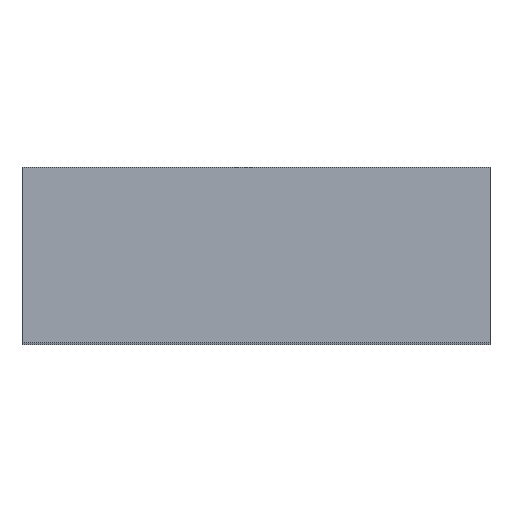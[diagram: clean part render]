
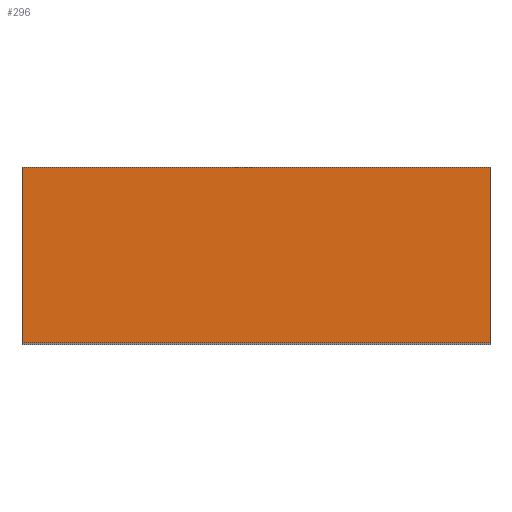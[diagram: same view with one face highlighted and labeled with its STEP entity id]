
A CAD part, top view. The second image highlights one B-rep face of the part: STEP entity #296.
In plain terms, the highlighted planar face has unit normal (0, 0, 1).
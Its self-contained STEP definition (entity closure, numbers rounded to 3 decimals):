
#20 = VECTOR ( 'NONE', #312, 1000. ) ;
#28 = CARTESIAN_POINT ( 'NONE',  ( -2., 1.5, 6. ) ) ;
#29 = LINE ( 'NONE', #28, #94 ) ;
#36 = VERTEX_POINT ( 'NONE', #624 ) ;
#38 = EDGE_CURVE ( 'NONE', #36, #573, #29, .T. ) ;
#94 = VECTOR ( 'NONE', #193, 1000. ) ;
#113 = LINE ( 'NONE', #120, #522 ) ;
#120 = CARTESIAN_POINT ( 'NONE',  ( -2., 0., 6. ) ) ;
#150 = ORIENTED_EDGE ( 'NONE', *, *, #454, .T. ) ;
#169 = CARTESIAN_POINT ( 'NONE',  ( -2., 1.5, 6. ) ) ;
#193 = DIRECTION ( 'NONE',  ( -1., 0., 0. ) ) ;
#202 = ORIENTED_EDGE ( 'NONE', *, *, #38, .T. ) ;
#228 = ORIENTED_EDGE ( 'NONE', *, *, #371, .T. ) ;
#241 = LINE ( 'NONE', #310, #20 ) ;
#245 = CARTESIAN_POINT ( 'NONE',  ( -2., 0., 6. ) ) ;
#252 = VECTOR ( 'NONE', #340, 1000. ) ;
#253 = LINE ( 'NONE', #392, #252 ) ;
#257 = VERTEX_POINT ( 'NONE', #245 ) ;
#296 = ADVANCED_FACE ( 'NONE', ( #550 ), #527, .T. ) ;
#310 = CARTESIAN_POINT ( 'NONE',  ( -2., 1.5, 6. ) ) ;
#312 = DIRECTION ( 'NONE',  ( 0., -1., 0. ) ) ;
#317 = DIRECTION ( 'NONE',  ( 0., 0., 1. ) ) ;
#340 = DIRECTION ( 'NONE',  ( 0., 1., 0. ) ) ;
#343 = EDGE_CURVE ( 'NONE', #257, #525, #113, .T. ) ;
#371 = EDGE_CURVE ( 'NONE', #525, #36, #253, .T. ) ;
#372 = CARTESIAN_POINT ( 'NONE',  ( 2., 0., 6. ) ) ;
#392 = CARTESIAN_POINT ( 'NONE',  ( 2., 1.5, 6. ) ) ;
#397 = ORIENTED_EDGE ( 'NONE', *, *, #343, .T. ) ;
#400 = EDGE_LOOP ( 'NONE', ( #150, #397, #228, #202 ) ) ;
#454 = EDGE_CURVE ( 'NONE', #573, #257, #241, .T. ) ;
#468 = AXIS2_PLACEMENT_3D ( 'NONE', #552, #317, #548 ) ;
#522 = VECTOR ( 'NONE', #654, 1000. ) ;
#525 = VERTEX_POINT ( 'NONE', #372 ) ;
#527 = PLANE ( 'NONE',  #468 ) ;
#548 = DIRECTION ( 'NONE',  ( 1., 0., 0. ) ) ;
#550 = FACE_OUTER_BOUND ( 'NONE', #400, .T. ) ;
#552 = CARTESIAN_POINT ( 'NONE',  ( 0., 0., 6. ) ) ;
#573 = VERTEX_POINT ( 'NONE', #169 ) ;
#624 = CARTESIAN_POINT ( 'NONE',  ( 2., 1.5, 6. ) ) ;
#654 = DIRECTION ( 'NONE',  ( 1., 0., 0. ) ) ;
